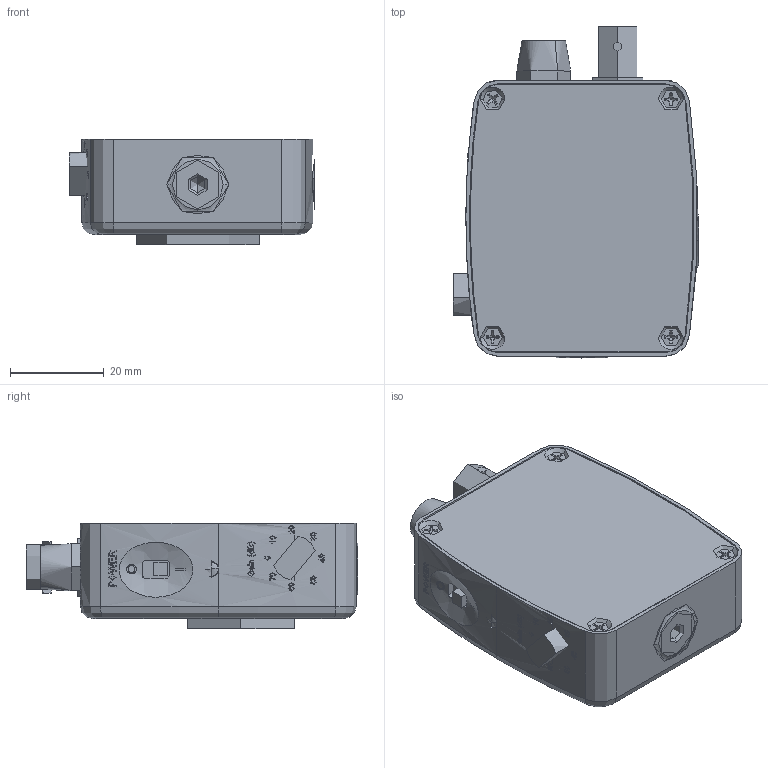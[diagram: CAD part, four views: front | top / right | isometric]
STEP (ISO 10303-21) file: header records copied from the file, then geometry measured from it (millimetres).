
FILE_DESCRIPTION (( 'STEP AP214' ), '1' );
FILE_NAME ('TTN134694-E0W.STEP', '2019-04-04T17:27:06', ( '' ), ( '' ), 'SwSTEP 2.0', 'SolidWorks 2018', '' );
FILE_SCHEMA (( 'AUTOMOTIVE_DESIGN' ));
Length unit declared in the file: inch
Products named in the file (1): TTN134694-E0W
Bounding box: 52.48 x 70.9 x 22.48 mm (x, y, z)
Topology: 141 solids, 141 shells, 5174 faces, 13532 edges, 8681 vertices
Faces by surface type: plane 2976, cylinder 1185, bspline 750, cone 196, torus 61, sphere 6
Entity records: 259513 total; most frequent: CARTESIAN_POINT 68949, ORIENTED_EDGE 26716, DIRECTION 22646, EDGE_CURVE 13358, LINE 8914, VECTOR 8914, VERTEX_POINT 8681, AXIS2_PLACEMENT_3D 6866
